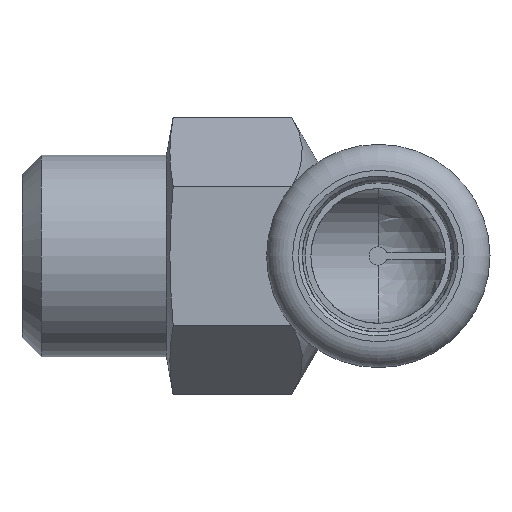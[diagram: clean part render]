
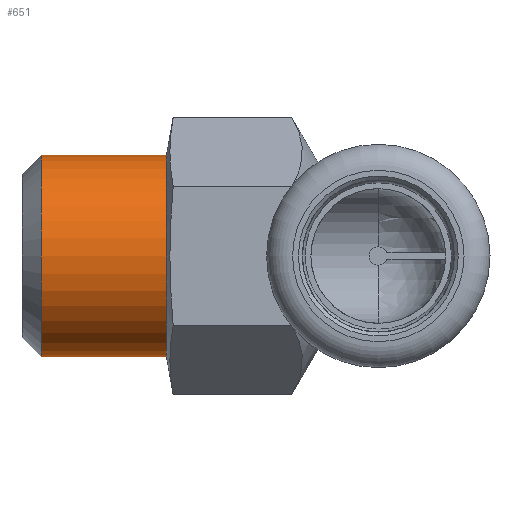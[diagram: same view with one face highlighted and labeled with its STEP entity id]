
A CAD part, front view. The second image highlights one B-rep face of the part: STEP entity #651.
In plain terms, the highlighted cylindrical face has radius 10.477 mm (diameter 20.955 mm), a full revolution.
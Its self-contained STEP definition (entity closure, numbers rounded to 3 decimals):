
#87=FACE_BOUND($,#192,.T.);
#102=CYLINDRICAL_SURFACE($,#723,10.478);
#129=FACE_OUTER_BOUND($,#191,.T.);
#191=EDGE_LOOP($,(#494));
#192=EDGE_LOOP($,(#495));
#274=CIRCLE($,#722,10.478);
#275=CIRCLE($,#724,10.478);
#320=VERTEX_POINT($,#1052);
#321=VERTEX_POINT($,#1055);
#385=EDGE_CURVE($,#320,#320,#274,.T.);
#386=EDGE_CURVE($,#321,#321,#275,.T.);
#494=ORIENTED_EDGE($,*,*,#386,.T.);
#495=ORIENTED_EDGE($,*,*,#385,.F.);
#651=ADVANCED_FACE($,(#129,#87),#102,.T.);
#722=AXIS2_PLACEMENT_3D($,#1053,#860,#861);
#723=AXIS2_PLACEMENT_3D($,#1054,#862,#863);
#724=AXIS2_PLACEMENT_3D($,#1056,#864,#865);
#860=DIRECTION('center_axis',(-1.,0.,0.));
#861=DIRECTION('ref_axis',(0.,1.,0.));
#862=DIRECTION('center_axis',(-1.,0.,0.));
#863=DIRECTION('ref_axis',(0.,1.,0.));
#864=DIRECTION('center_axis',(-1.,0.,0.));
#865=DIRECTION('ref_axis',(0.,1.,0.));
#1052=CARTESIAN_POINT('',(22.,38.478,0.));
#1053=CARTESIAN_POINT('Origin',(22.,28.,0.));
#1054=CARTESIAN_POINT('Origin',(28.511,28.,0.));
#1055=CARTESIAN_POINT('',(35.023,38.478,0.));
#1056=CARTESIAN_POINT('Origin',(35.023,28.,0.));
